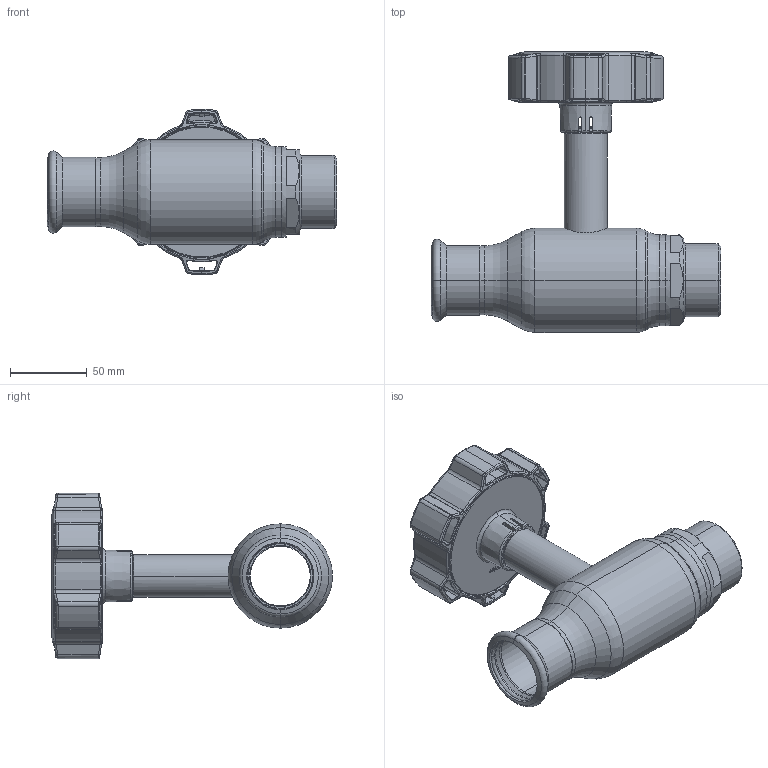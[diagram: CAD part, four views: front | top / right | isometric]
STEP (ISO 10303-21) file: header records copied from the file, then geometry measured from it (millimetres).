
FILE_DESCRIPTION (( 'STEP AP214' ), '1' );
FILE_NAME ('1040001201-1200.step', '2024-01-16T11:05:27', ( '' ), ( '' ), 'SwSTEP 2.0', 'SolidWorks 2021', '' );
FILE_SCHEMA (( 'AUTOMOTIVE_DESIGN' ));
Length unit declared in the file: millimetre
Products named in the file (1): 1040001201-1200
Bounding box: 188.8 x 183.15 x 107.98 mm (x, y, z)
Surface area: 97217.5 mm2 (no closed solid volume)
Topology: 0 solids, 9 shells, 529 faces, 1638 edges, 1081 vertices
Faces by surface type: bspline 156, plane 121, cylinder 118, torus 73, cone 55, sphere 6
Entity records: 32372 total; most frequent: CARTESIAN_POINT 13713, ORIENTED_EDGE 2819, DIRECTION 2238, EDGE_CURVE 1632, VERTEX_POINT 1081, AXIS2_PLACEMENT_3D 880, B_SPLINE_CURVE_WITH_KNOTS 625, EDGE_LOOP 561
